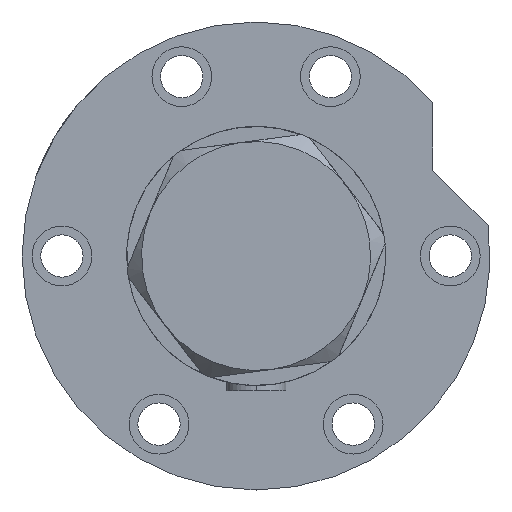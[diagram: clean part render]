
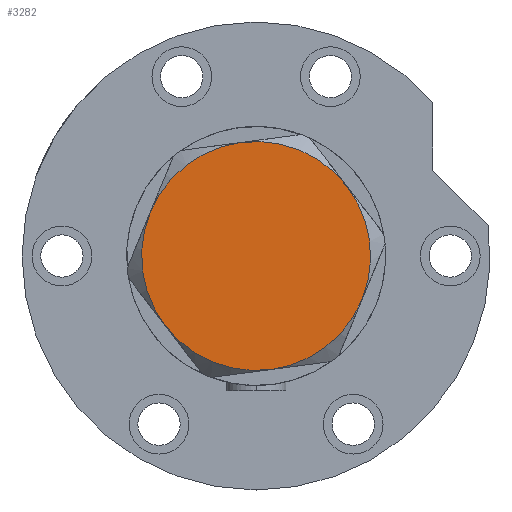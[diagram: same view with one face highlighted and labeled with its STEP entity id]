
A CAD part, left-side view. The second image highlights one B-rep face of the part: STEP entity #3282.
In plain terms, the highlighted face is planar.
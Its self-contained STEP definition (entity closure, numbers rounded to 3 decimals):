
#354 = EDGE_LOOP ( 'NONE', ( #5512, #5973, #6047, #3482, #7174, #5384 ) ) ;
#729 = DIRECTION ( 'NONE',  ( 0., 0., 1. ) ) ;
#1077 = EDGE_CURVE ( 'NONE', #1230, #2381, #4972, .T. ) ;
#1115 = VERTEX_POINT ( 'NONE', #3836 ) ;
#1230 = VERTEX_POINT ( 'NONE', #3334 ) ;
#1254 = CIRCLE ( 'NONE', #1369, 23. ) ;
#1339 = VERTEX_POINT ( 'NONE', #1596 ) ;
#1369 = AXIS2_PLACEMENT_3D ( 'NONE', #1835, #729, #2921 ) ;
#1374 = AXIS2_PLACEMENT_3D ( 'NONE', #2907, #5171, #1743 ) ;
#1395 = AXIS2_PLACEMENT_3D ( 'NONE', #6408, #6477, #5798 ) ;
#1434 = DIRECTION ( 'NONE',  ( 0., 0., 1. ) ) ;
#1518 = CIRCLE ( 'NONE', #6880, 23. ) ;
#1596 = CARTESIAN_POINT ( 'NONE',  ( 11.5, 19.919, 9. ) ) ;
#1696 = VERTEX_POINT ( 'NONE', #5075 ) ;
#1743 = DIRECTION ( 'NONE',  ( 1., 0., 0. ) ) ;
#1835 = CARTESIAN_POINT ( 'NONE',  ( 0., 0., 9. ) ) ;
#1840 = AXIS2_PLACEMENT_3D ( 'NONE', #6346, #2177, #7490 ) ;
#1878 = CARTESIAN_POINT ( 'NONE',  ( 0., 0., 9. ) ) ;
#1936 = VERTEX_POINT ( 'NONE', #6799 ) ;
#1937 = DIRECTION ( 'NONE',  ( 0., 0., 1. ) ) ;
#2139 = EDGE_CURVE ( 'NONE', #1696, #1115, #6596, .T. ) ;
#2177 = DIRECTION ( 'NONE',  ( 0., 0., 1. ) ) ;
#2381 = VERTEX_POINT ( 'NONE', #6863 ) ;
#2470 = CIRCLE ( 'NONE', #1395, 23. ) ;
#2537 = CARTESIAN_POINT ( 'NONE',  ( 0., 0., 9. ) ) ;
#2907 = CARTESIAN_POINT ( 'NONE',  ( 0., 0., 9. ) ) ;
#2921 = DIRECTION ( 'NONE',  ( 1., 0., 0. ) ) ;
#3111 = DIRECTION ( 'NONE',  ( 0., 0., 1. ) ) ;
#3282 = ADVANCED_FACE ( 'NONE', ( #6918 ), #5068, .T. ) ;
#3334 = CARTESIAN_POINT ( 'NONE',  ( 11.5, -19.919, 9. ) ) ;
#3412 = EDGE_CURVE ( 'NONE', #1339, #1696, #1254, .T. ) ;
#3482 = ORIENTED_EDGE ( 'NONE', *, *, #2139, .T. ) ;
#3639 = EDGE_CURVE ( 'NONE', #1936, #1230, #5881, .T. ) ;
#3723 = DIRECTION ( 'NONE',  ( 1., 0., 0. ) ) ;
#3836 = CARTESIAN_POINT ( 'NONE',  ( -23., 0., 9. ) ) ;
#4200 = DIRECTION ( 'NONE',  ( 1., 0., 0. ) ) ;
#4972 = CIRCLE ( 'NONE', #6941, 23. ) ;
#5068 = PLANE ( 'NONE',  #1840 ) ;
#5075 = CARTESIAN_POINT ( 'NONE',  ( -11.5, 19.919, 9. ) ) ;
#5106 = AXIS2_PLACEMENT_3D ( 'NONE', #6485, #1937, #4200 ) ;
#5142 = EDGE_CURVE ( 'NONE', #1115, #1936, #2470, .T. ) ;
#5171 = DIRECTION ( 'NONE',  ( 0., 0., 1. ) ) ;
#5384 = ORIENTED_EDGE ( 'NONE', *, *, #3639, .T. ) ;
#5512 = ORIENTED_EDGE ( 'NONE', *, *, #1077, .T. ) ;
#5798 = DIRECTION ( 'NONE',  ( 1., 0., 0. ) ) ;
#5881 = CIRCLE ( 'NONE', #1374, 23. ) ;
#5973 = ORIENTED_EDGE ( 'NONE', *, *, #7435, .T. ) ;
#6047 = ORIENTED_EDGE ( 'NONE', *, *, #3412, .T. ) ;
#6346 = CARTESIAN_POINT ( 'NONE',  ( 0., 0., 9. ) ) ;
#6408 = CARTESIAN_POINT ( 'NONE',  ( 0., 0., 9. ) ) ;
#6477 = DIRECTION ( 'NONE',  ( 0., 0., 1. ) ) ;
#6485 = CARTESIAN_POINT ( 'NONE',  ( 0., 0., 9. ) ) ;
#6495 = DIRECTION ( 'NONE',  ( 1., 0., 0. ) ) ;
#6596 = CIRCLE ( 'NONE', #5106, 23. ) ;
#6799 = CARTESIAN_POINT ( 'NONE',  ( -11.5, -19.919, 9. ) ) ;
#6863 = CARTESIAN_POINT ( 'NONE',  ( 23., 0., 9. ) ) ;
#6880 = AXIS2_PLACEMENT_3D ( 'NONE', #1878, #1434, #6495 ) ;
#6918 = FACE_OUTER_BOUND ( 'NONE', #354, .T. ) ;
#6941 = AXIS2_PLACEMENT_3D ( 'NONE', #2537, #3111, #3723 ) ;
#7174 = ORIENTED_EDGE ( 'NONE', *, *, #5142, .T. ) ;
#7435 = EDGE_CURVE ( 'NONE', #2381, #1339, #1518, .T. ) ;
#7490 = DIRECTION ( 'NONE',  ( 1., 0., 0. ) ) ;
